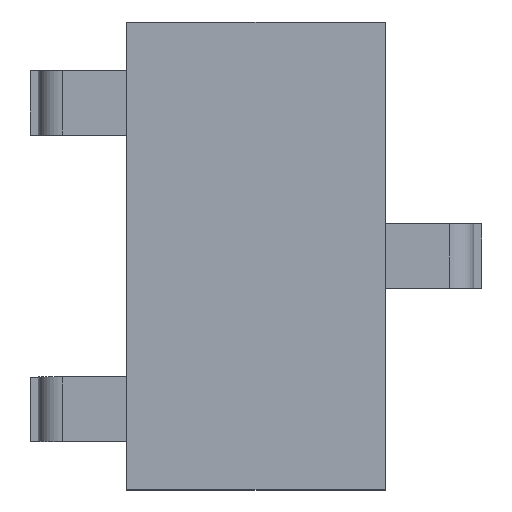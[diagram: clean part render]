
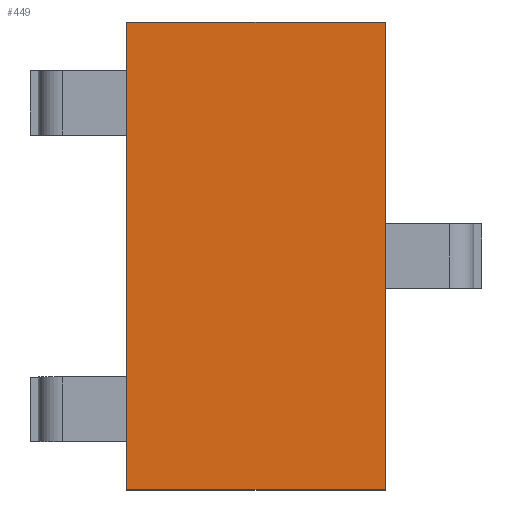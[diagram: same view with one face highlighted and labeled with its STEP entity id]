
A CAD part, top view. The second image highlights one B-rep face of the part: STEP entity #449.
In plain terms, the highlighted planar face has unit normal (0, 0, 1).
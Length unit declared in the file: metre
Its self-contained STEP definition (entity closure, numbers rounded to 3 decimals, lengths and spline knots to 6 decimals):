
#217 = EDGE_CURVE( '', #560, #561, #562, .T. );
#343 = EDGE_CURVE( '', #742, #714, #743, .T. );
#417 = EDGE_CURVE( '', #560, #742, #834, .T. );
#435 = EDGE_CURVE( '', #561, #714, #854, .T. );
#449 = ADVANCED_FACE( '', ( #869 ), #870, .T. );
#560 = VERTEX_POINT( '', #1006 );
#561 = VERTEX_POINT( '', #1007 );
#562 = LINE( '', #1008, #1009 );
#714 = VERTEX_POINT( '', #1234 );
#742 = VERTEX_POINT( '', #1279 );
#743 = LINE( '', #1280, #1281 );
#834 = LINE( '', #1411, #1412 );
#854 = LINE( '', #1447, #1448 );
#869 = FACE_OUTER_BOUND( '', #1473, .T. );
#870 = PLANE( '', #1474 );
#1006 = CARTESIAN_POINT( '', ( -0.0008, -0.00145, 0.0012 ) );
#1007 = CARTESIAN_POINT( '', ( 0.0008, -0.00145, 0.0012 ) );
#1008 = CARTESIAN_POINT( '', ( -0.0008, -0.00145, 0.0012 ) );
#1009 = VECTOR( '', #1557, 1. );
#1234 = CARTESIAN_POINT( '', ( 0.0008, 0.00145, 0.0012 ) );
#1279 = CARTESIAN_POINT( '', ( -0.0008, 0.00145, 0.0012 ) );
#1280 = CARTESIAN_POINT( '', ( -0.0008, 0.00145, 0.0012 ) );
#1281 = VECTOR( '', #1744, 1. );
#1411 = CARTESIAN_POINT( '', ( -0.0008, -0.00145, 0.0012 ) );
#1412 = VECTOR( '', #1912, 1. );
#1447 = CARTESIAN_POINT( '', ( 0.0008, -0.00145, 0.0012 ) );
#1448 = VECTOR( '', #1934, 1. );
#1473 = EDGE_LOOP( '', ( #1949, #1950, #1951, #1952 ) );
#1474 = AXIS2_PLACEMENT_3D( '', #1953, #1954, #1955 );
#1557 = DIRECTION( '', ( 1., 0., 0. ) );
#1744 = DIRECTION( '', ( 1., 0., 0. ) );
#1912 = DIRECTION( '', ( 0., 1., 0. ) );
#1934 = DIRECTION( '', ( 0., 1., 0. ) );
#1949 = ORIENTED_EDGE( '', *, *, #417, .F. );
#1950 = ORIENTED_EDGE( '', *, *, #217, .T. );
#1951 = ORIENTED_EDGE( '', *, *, #435, .T. );
#1952 = ORIENTED_EDGE( '', *, *, #343, .F. );
#1953 = CARTESIAN_POINT( '', ( -0.0008, -0.00145, 0.0012 ) );
#1954 = DIRECTION( '', ( 0., 0., 1. ) );
#1955 = DIRECTION( '', ( 1., 0., 0. ) );
